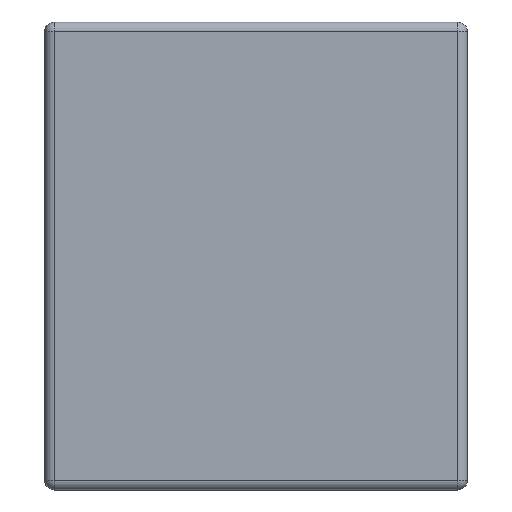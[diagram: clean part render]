
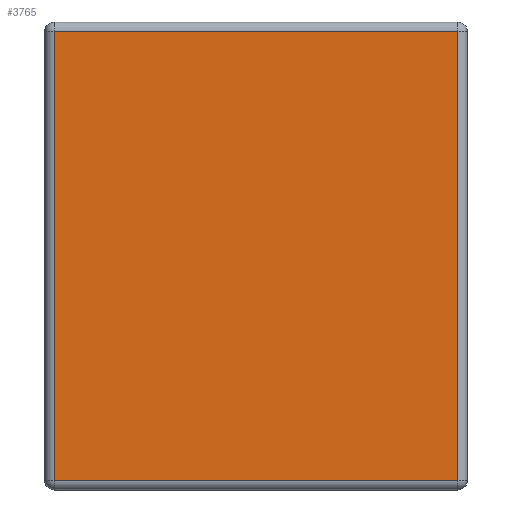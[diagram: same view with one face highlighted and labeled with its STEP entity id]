
A CAD part, left-side view. The second image highlights one B-rep face of the part: STEP entity #3765.
In plain terms, the highlighted planar face has unit normal (-1, 0, 0).
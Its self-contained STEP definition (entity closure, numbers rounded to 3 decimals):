
#22 = VERTEX_POINT ( 'NONE', #2614 ) ;
#108 = CARTESIAN_POINT ( 'NONE',  ( 0., 0., -1.518 ) ) ;
#438 = AXIS2_PLACEMENT_3D ( 'NONE', #3499, #703, #3562 ) ;
#602 = CARTESIAN_POINT ( 'NONE',  ( 0., 1.368, -1.55 ) ) ;
#684 = PLANE ( 'NONE',  #438 ) ;
#703 = DIRECTION ( 'NONE',  ( -1., 0., 0. ) ) ;
#776 = EDGE_CURVE ( 'NONE', #4148, #22, #2032, .T. ) ;
#783 = CARTESIAN_POINT ( 'NONE',  ( 0., 1.368, -0.032 ) ) ;
#926 = ORIENTED_EDGE ( 'NONE', *, *, #776, .T. ) ;
#1041 = VECTOR ( 'NONE', #1663, 1000. ) ;
#1100 = LINE ( 'NONE', #3572, #1709 ) ;
#1125 = ORIENTED_EDGE ( 'NONE', *, *, #3026, .T. ) ;
#1529 = CARTESIAN_POINT ( 'NONE',  ( 0., 1.4, -0.032 ) ) ;
#1663 = DIRECTION ( 'NONE',  ( 0., 0., -1. ) ) ;
#1709 = VECTOR ( 'NONE', #2482, 1000. ) ;
#1867 = EDGE_LOOP ( 'NONE', ( #1125, #3265, #4099, #926 ) ) ;
#1877 = LINE ( 'NONE', #108, #3402 ) ;
#1994 = VERTEX_POINT ( 'NONE', #4167 ) ;
#2032 = LINE ( 'NONE', #602, #1041 ) ;
#2243 = LINE ( 'NONE', #1529, #3831 ) ;
#2482 = DIRECTION ( 'NONE',  ( 0., 0., 1. ) ) ;
#2593 = CARTESIAN_POINT ( 'NONE',  ( 0., 0.032, -0.032 ) ) ;
#2614 = CARTESIAN_POINT ( 'NONE',  ( 0., 1.368, -1.518 ) ) ;
#2709 = EDGE_CURVE ( 'NONE', #1994, #3495, #1100, .T. ) ;
#2835 = FACE_OUTER_BOUND ( 'NONE', #1867, .T. ) ;
#3026 = EDGE_CURVE ( 'NONE', #22, #1994, #1877, .T. ) ;
#3265 = ORIENTED_EDGE ( 'NONE', *, *, #2709, .T. ) ;
#3360 = DIRECTION ( 'NONE',  ( 0., 1., 0. ) ) ;
#3366 = DIRECTION ( 'NONE',  ( 0., -1., 0. ) ) ;
#3402 = VECTOR ( 'NONE', #3366, 1000. ) ;
#3495 = VERTEX_POINT ( 'NONE', #2593 ) ;
#3499 = CARTESIAN_POINT ( 'NONE',  ( 0., 0., 0. ) ) ;
#3562 = DIRECTION ( 'NONE',  ( 0., 0., 1. ) ) ;
#3572 = CARTESIAN_POINT ( 'NONE',  ( 0., 0.032, 0. ) ) ;
#3765 = ADVANCED_FACE ( 'NONE', ( #2835 ), #684, .T. ) ;
#3831 = VECTOR ( 'NONE', #3360, 1000. ) ;
#4099 = ORIENTED_EDGE ( 'NONE', *, *, #4332, .T. ) ;
#4148 = VERTEX_POINT ( 'NONE', #783 ) ;
#4167 = CARTESIAN_POINT ( 'NONE',  ( 0., 0.032, -1.518 ) ) ;
#4332 = EDGE_CURVE ( 'NONE', #3495, #4148, #2243, .T. ) ;
